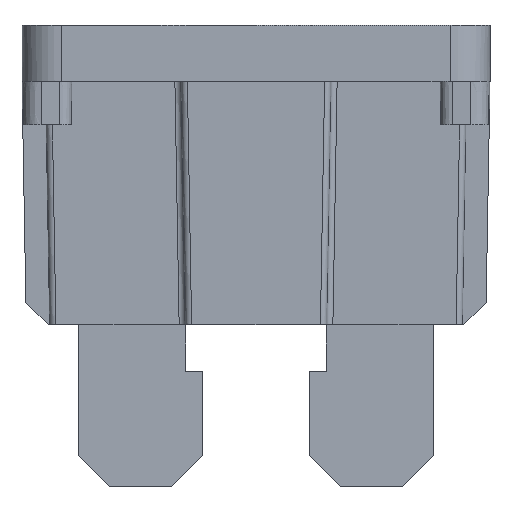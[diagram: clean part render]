
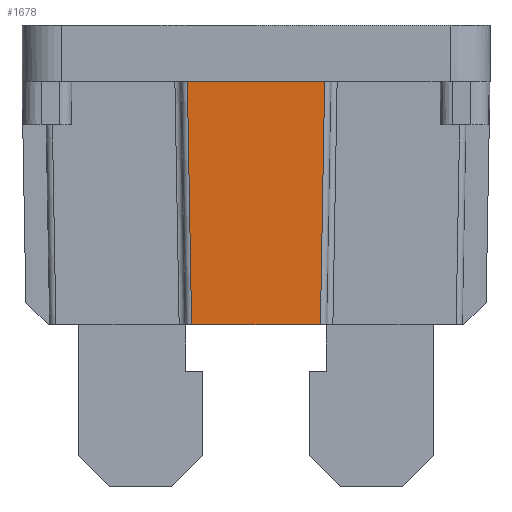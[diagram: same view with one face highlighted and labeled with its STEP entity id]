
A CAD part, top view. The second image highlights one B-rep face of the part: STEP entity #1678.
In plain terms, the highlighted planar face has unit normal (0, -0.018, 1).
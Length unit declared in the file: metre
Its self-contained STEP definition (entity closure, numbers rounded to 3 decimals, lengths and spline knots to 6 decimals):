
#308=ORIENTED_EDGE('',*,*,#689,.T.);
#309=ORIENTED_EDGE('',*,*,#740,.T.);
#310=ORIENTED_EDGE('',*,*,#605,.T.);
#311=ORIENTED_EDGE('',*,*,#741,.T.);
#605=EDGE_CURVE('',#846,#845,#992,.F.);
#689=EDGE_CURVE('',#922,#921,#1043,.T.);
#740=EDGE_CURVE('',#921,#846,#1080,.T.);
#741=EDGE_CURVE('',#845,#922,#1081,.F.);
#845=VERTEX_POINT('',#2851);
#846=VERTEX_POINT('',#2853);
#921=VERTEX_POINT('',#3021);
#922=VERTEX_POINT('',#3023);
#992=LINE('',#2852,#1176);
#1043=LINE('',#3022,#1227);
#1080=LINE('',#3112,#1264);
#1081=LINE('',#3113,#1265);
#1176=VECTOR('',#2359,1.);
#1227=VECTOR('',#2496,1.);
#1264=VECTOR('',#2595,1.);
#1265=VECTOR('',#2596,1.);
#1369=EDGE_LOOP('',(#308,#309,#310,#311));
#1459=FACE_BOUND('',#1369,.T.);
#1543=PLANE('',#2256);
#1678=ADVANCED_FACE('',(#1459),#1543,.T.);
#2256=AXIS2_PLACEMENT_3D('',#3111,#2593,#2594);
#2359=DIRECTION('',(-1.,0.,0.));
#2496=DIRECTION('',(-1.,0.,0.));
#2593=DIRECTION('',(0.,-0.017,1.));
#2594=DIRECTION('',(0.,-1.,-0.017));
#2595=DIRECTION('',(0.017,-1.,-0.017));
#2596=DIRECTION('',(-0.017,-1.,-0.017));
#2851=CARTESIAN_POINT('',(0.002621,-0.012192,0.001732));
#2852=CARTESIAN_POINT('',(0.003048,-0.012192,0.001732));
#2853=CARTESIAN_POINT('',(-0.002621,-0.012192,0.001732));
#3021=CARTESIAN_POINT('',(-0.002794,-0.002286,0.001905));
#3022=CARTESIAN_POINT('',(0.003048,-0.002286,0.001905));
#3023=CARTESIAN_POINT('',(0.002794,-0.002286,0.001905));
#3111=CARTESIAN_POINT('',(0.003048,-0.002286,0.001905));
#3112=CARTESIAN_POINT('',(-0.002792,-0.002388,0.001903));
#3113=CARTESIAN_POINT('',(0.002794,-0.002282,0.001905));
